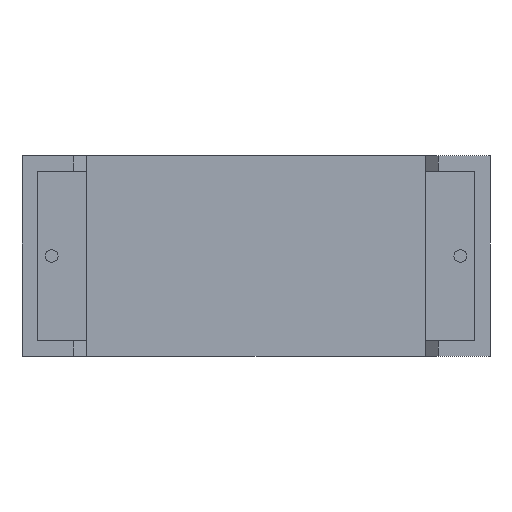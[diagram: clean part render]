
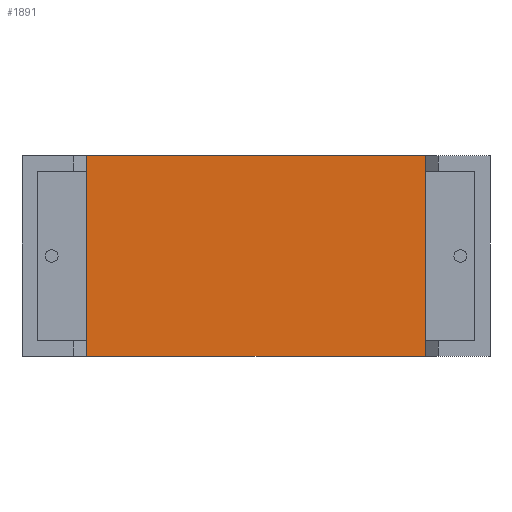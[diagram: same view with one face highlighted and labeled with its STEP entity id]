
A CAD part, front view. The second image highlights one B-rep face of the part: STEP entity #1891.
In plain terms, the highlighted planar face has unit normal (0, -1, 0).
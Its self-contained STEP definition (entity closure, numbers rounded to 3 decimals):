
#11 = EDGE_CURVE ( 'NONE', #538, #541, #2280, .T. ) ;
#42 = LINE ( 'NONE', #2653, #1976 ) ;
#467 = ORIENTED_EDGE ( 'NONE', *, *, #604, .F. ) ;
#538 = VERTEX_POINT ( 'NONE', #1828 ) ;
#539 = CARTESIAN_POINT ( 'NONE',  ( 4.375, 0.793, 0. ) ) ;
#541 = VERTEX_POINT ( 'NONE', #2286 ) ;
#559 = DIRECTION ( 'NONE',  ( -1., 0., 0. ) ) ;
#604 = EDGE_CURVE ( 'NONE', #2178, #920, #708, .T. ) ;
#708 = LINE ( 'NONE', #2800, #948 ) ;
#793 = DIRECTION ( 'NONE',  ( 0., 1., 0. ) ) ;
#897 = PLANE ( 'NONE',  #2283 ) ;
#920 = VERTEX_POINT ( 'NONE', #3011 ) ;
#948 = VECTOR ( 'NONE', #3048, 1000. ) ;
#953 = LINE ( 'NONE', #1431, #1308 ) ;
#1001 = DIRECTION ( 'NONE',  ( -1., 0., 0. ) ) ;
#1144 = EDGE_CURVE ( 'NONE', #541, #920, #42, .T. ) ;
#1281 = ORIENTED_EDGE ( 'NONE', *, *, #2167, .F. ) ;
#1308 = VECTOR ( 'NONE', #2925, 1000. ) ;
#1431 = CARTESIAN_POINT ( 'NONE',  ( 15.75, 0.793, 0. ) ) ;
#1775 = DIRECTION ( 'NONE',  ( 0., 0., 1. ) ) ;
#1828 = CARTESIAN_POINT ( 'NONE',  ( 27.125, 0.793, 0. ) ) ;
#1871 = CARTESIAN_POINT ( 'NONE',  ( 27.125, 0.793, 0. ) ) ;
#1891 = ADVANCED_FACE ( 'NONE', ( #2824 ), #897, .F. ) ;
#1907 = VECTOR ( 'NONE', #1775, 1000. ) ;
#1976 = VECTOR ( 'NONE', #1001, 1000. ) ;
#2112 = EDGE_LOOP ( 'NONE', ( #2997, #467, #1281, #2752 ) ) ;
#2167 = EDGE_CURVE ( 'NONE', #538, #2178, #953, .T. ) ;
#2178 = VERTEX_POINT ( 'NONE', #539 ) ;
#2280 = LINE ( 'NONE', #1871, #1907 ) ;
#2283 = AXIS2_PLACEMENT_3D ( 'NONE', #2929, #793, #559 ) ;
#2286 = CARTESIAN_POINT ( 'NONE',  ( 27.125, 0.793, 13.5 ) ) ;
#2653 = CARTESIAN_POINT ( 'NONE',  ( 15.75, 0.793, 13.5 ) ) ;
#2752 = ORIENTED_EDGE ( 'NONE', *, *, #11, .T. ) ;
#2800 = CARTESIAN_POINT ( 'NONE',  ( 4.375, 0.793, 0. ) ) ;
#2824 = FACE_OUTER_BOUND ( 'NONE', #2112, .T. ) ;
#2925 = DIRECTION ( 'NONE',  ( -1., 0., 0. ) ) ;
#2929 = CARTESIAN_POINT ( 'NONE',  ( 15.75, 0.793, 0. ) ) ;
#2997 = ORIENTED_EDGE ( 'NONE', *, *, #1144, .T. ) ;
#3011 = CARTESIAN_POINT ( 'NONE',  ( 4.375, 0.793, 13.5 ) ) ;
#3048 = DIRECTION ( 'NONE',  ( 0., 0., 1. ) ) ;
